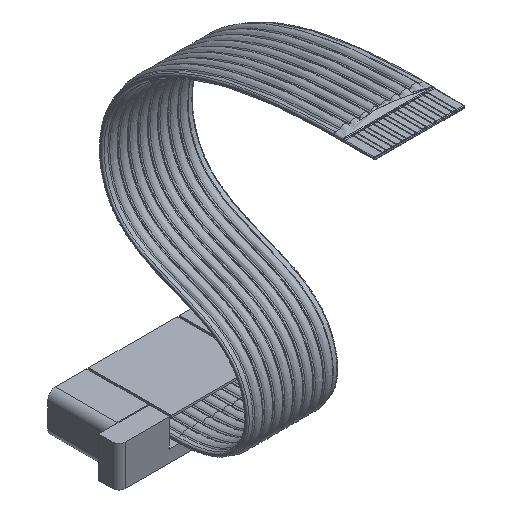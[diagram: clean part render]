
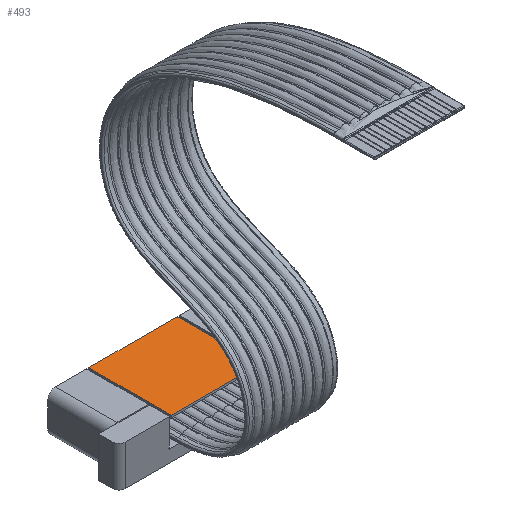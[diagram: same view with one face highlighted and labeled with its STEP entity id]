
A CAD part, isometric view. The second image highlights one B-rep face of the part: STEP entity #493.
In plain terms, the highlighted planar face has unit normal (0, 0, 1).
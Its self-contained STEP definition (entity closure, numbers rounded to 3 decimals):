
#435 = VERTEX_POINT('',#436);
#436 = CARTESIAN_POINT('',(-2.2,1.593,2.031));
#442 = EDGE_CURVE('',#443,#435,#445,.T.);
#443 = VERTEX_POINT('',#444);
#444 = CARTESIAN_POINT('',(2.2,1.593,2.031));
#445 = LINE('',#446,#447);
#446 = CARTESIAN_POINT('',(-4.25,1.593,2.031));
#447 = VECTOR('',#448,1.);
#448 = DIRECTION('',(-1.,0.,-0.));
#493 = ADVANCED_FACE('',(#494),#519,.F.);
#494 = FACE_BOUND('',#495,.T.);
#495 = EDGE_LOOP('',(#496,#506,#512,#513));
#496 = ORIENTED_EDGE('',*,*,#497,.T.);
#497 = EDGE_CURVE('',#498,#500,#502,.T.);
#498 = VERTEX_POINT('',#499);
#499 = CARTESIAN_POINT('',(-2.2,-2.507,2.031));
#500 = VERTEX_POINT('',#501);
#501 = CARTESIAN_POINT('',(2.2,-2.507,2.031));
#502 = LINE('',#503,#504);
#503 = CARTESIAN_POINT('',(4.5,-2.507,2.031));
#504 = VECTOR('',#505,1.);
#505 = DIRECTION('',(1.,0.,0.));
#506 = ORIENTED_EDGE('',*,*,#507,.F.);
#507 = EDGE_CURVE('',#443,#500,#508,.T.);
#508 = LINE('',#509,#510);
#509 = CARTESIAN_POINT('',(2.2,-2.507,2.031));
#510 = VECTOR('',#511,1.);
#511 = DIRECTION('',(0.,-1.,0.));
#512 = ORIENTED_EDGE('',*,*,#442,.T.);
#513 = ORIENTED_EDGE('',*,*,#514,.F.);
#514 = EDGE_CURVE('',#498,#435,#515,.T.);
#515 = LINE('',#516,#517);
#516 = CARTESIAN_POINT('',(-2.2,-2.507,2.031));
#517 = VECTOR('',#518,1.);
#518 = DIRECTION('',(0.,1.,0.));
#519 = PLANE('',#520);
#520 = AXIS2_PLACEMENT_3D('',#521,#522,#523);
#521 = CARTESIAN_POINT('',(-4.5,-2.207,2.031));
#522 = DIRECTION('',(0.,0.,-1.));
#523 = DIRECTION('',(0.,1.,0.));
